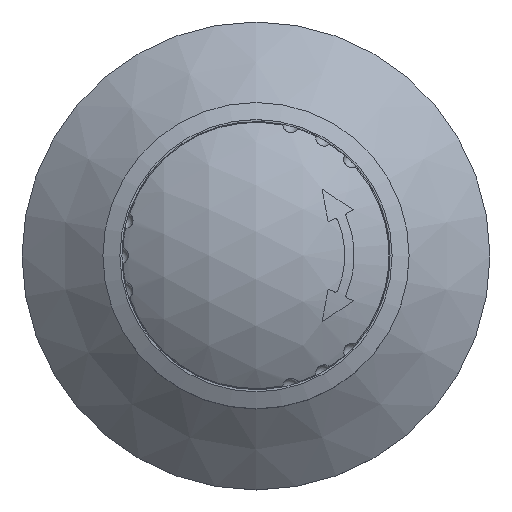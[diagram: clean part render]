
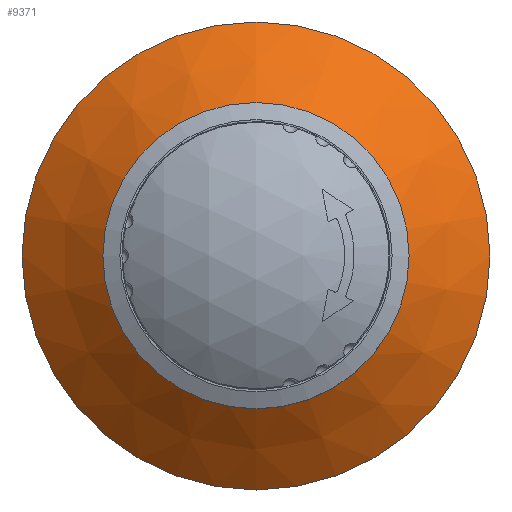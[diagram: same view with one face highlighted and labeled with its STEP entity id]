
A CAD part, top view. The second image highlights one B-rep face of the part: STEP entity #9371.
In plain terms, the highlighted conical face has half-angle 50 degrees and reference radius 22.75 mm.
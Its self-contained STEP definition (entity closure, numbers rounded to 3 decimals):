
#28=CONICAL_SURFACE('',#10057,22.75,50.);
#666=FACE_BOUND('',#1879,.T.);
#858=CIRCLE('',#10056,27.5);
#859=CIRCLE('',#10058,18.);
#1353=FACE_OUTER_BOUND('',#1878,.T.);
#1878=EDGE_LOOP('',(#7106));
#1879=EDGE_LOOP('',(#7107));
#4048=VERTEX_POINT('',#15874);
#4049=VERTEX_POINT('',#15877);
#5204=EDGE_CURVE('',#4048,#4048,#858,.T.);
#5205=EDGE_CURVE('',#4049,#4049,#859,.T.);
#7106=ORIENTED_EDGE('',*,*,#5204,.F.);
#7107=ORIENTED_EDGE('',*,*,#5205,.T.);
#9371=ADVANCED_FACE('',(#1353,#666),#28,.T.);
#10056=AXIS2_PLACEMENT_3D('',#15875,#11763,#11764);
#10057=AXIS2_PLACEMENT_3D('',#15876,#11765,#11766);
#10058=AXIS2_PLACEMENT_3D('',#15878,#11767,#11768);
#11763=DIRECTION('center_axis',(0.,0.,-1.));
#11764=DIRECTION('ref_axis',(0.,1.,0.));
#11765=DIRECTION('center_axis',(0.,0.,-1.));
#11766=DIRECTION('ref_axis',(0.,1.,0.));
#11767=DIRECTION('center_axis',(0.,0.,-1.));
#11768=DIRECTION('ref_axis',(0.,1.,0.));
#15874=CARTESIAN_POINT('',(0.,-27.5,33.779));
#15875=CARTESIAN_POINT('Origin',(0.,0.,33.779));
#15876=CARTESIAN_POINT('Origin',(0.,0.,37.764));
#15877=CARTESIAN_POINT('',(0.,-18.,41.75));
#15878=CARTESIAN_POINT('Origin',(0.,0.,41.75));
